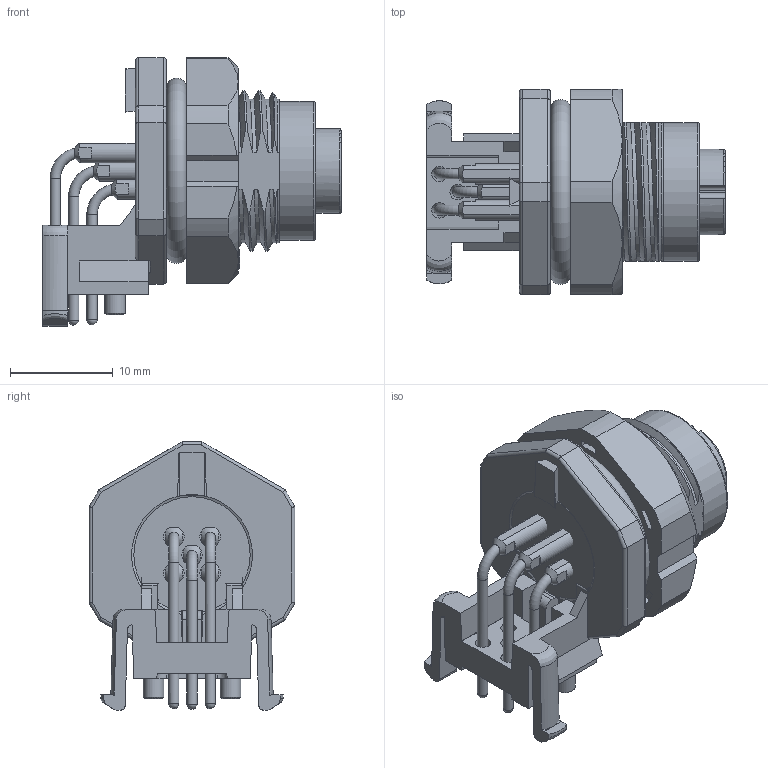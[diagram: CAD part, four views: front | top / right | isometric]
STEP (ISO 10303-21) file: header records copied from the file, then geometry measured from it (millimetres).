
FILE_DESCRIPTION(/* description */ ('Unknown'),/* implementation_level */ '2;1');
FILE_NAME(/* name */ '643240100405',/* time_stamp */ '2022-09-19T16:20:25+02:00',/* author */ ('Unknown'),/* organization */ ('Unknown'),/* preprocessor_version */ 'ST-DEVELOPER v18.102',/* originating_system */ 'Solid Edge',/* authorisation */ 'Unknown');
FILE_SCHEMA (('AUTOMOTIVE_DESIGN {1 0 10303 214 3 1 1}'));
Length unit declared in the file: millimetre
Products named in the file (11): 6432401004xx; 643240100405; 643xx01004xx_Mating O-Ring; 6432401004xx_Shell; 6432401004xx_Pin1; 6432401004xx_Resin; 643xx01004xx_Panel O-Ring; 6432401004xx_Pin3; 643xx01004xx_Panel Nut; 6432x0100405_Pin Holder; 6432401004xx_Pin5
Assembly tree (12 placements, depth 2):
  6432401004xx
    643240100405
    643xx01004xx_Mating O-Ring
    6432401004xx_Shell
    6432401004xx_Pin1  x2
    6432401004xx_Resin
    643xx01004xx_Panel O-Ring
    6432401004xx_Pin3  x2
    643xx01004xx_Panel Nut
    6432x0100405_Pin Holder
    6432401004xx_Pin5
Bounding box: 29 x 20 x 26.1 mm (x, y, z)
Volume: 4641.1 mm3; surface area: 7062.1 mm2
Topology: 12 solids, 12 shells, 803 faces, 2167 edges, 1428 vertices
Faces by surface type: plane 478, cylinder 213, cone 49, bspline 43, torus 15, sphere 5
Full cylindrical faces by diameter (mm): 1 x15, 1.2 x5, 1.6 x5, 1.7 x15, 1.9 x5, 2 x2, 8.3 x1, 8.74 x4, 9.14 x2, 10.58 x1, 10.6 x1, 12 x7, 13.5 x1, 16 x3
Entity records: 29514 total; most frequent: CARTESIAN_POINT 11883, ORIENTED_EDGE 3632, DIRECTION 3397, EDGE_CURVE 1816, VERTEX_POINT 1236, LINE 1173, VECTOR 1173, AXIS2_PLACEMENT_3D 1112
